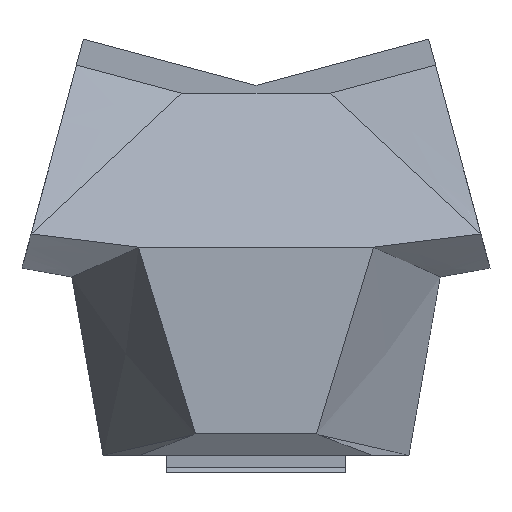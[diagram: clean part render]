
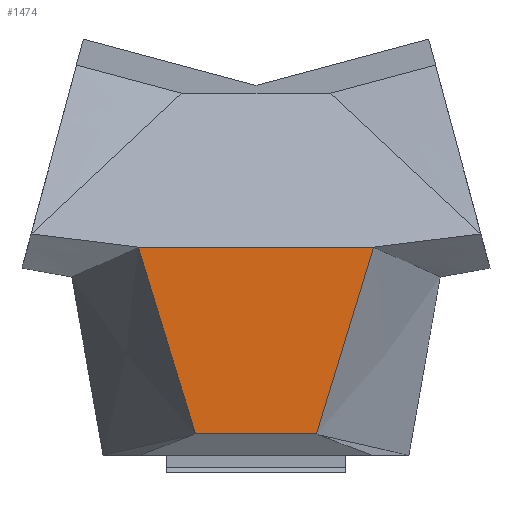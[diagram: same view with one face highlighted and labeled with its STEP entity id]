
A CAD part, front view. The second image highlights one B-rep face of the part: STEP entity #1474.
In plain terms, the highlighted planar face has unit normal (0, -1, 0).
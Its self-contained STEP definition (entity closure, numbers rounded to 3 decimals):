
#531 = VERTEX_POINT('',#532);
#532 = CARTESIAN_POINT('',(14.558,-32.1,5.118));
#540 = EDGE_CURVE('',#531,#541,#543,.T.);
#541 = VERTEX_POINT('',#542);
#542 = CARTESIAN_POINT('',(-14.558,-32.1,5.118));
#543 = LINE('',#544,#545);
#544 = CARTESIAN_POINT('',(19.,-32.1,5.118));
#545 = VECTOR('',#546,1.);
#546 = DIRECTION('',(-1.,0.,0.));
#1078 = VERTEX_POINT('',#1079);
#1079 = CARTESIAN_POINT('',(-28.265,-32.1,49.993));
#1131 = EDGE_CURVE('',#541,#1078,#1132,.T.);
#1132 = B_SPLINE_CURVE_WITH_KNOTS('',1,(#1133,#1134),.UNSPECIFIED.,.F.,
  .F.,(2,2),(0.,1.),.PIECEWISE_BEZIER_KNOTS.);
#1133 = CARTESIAN_POINT('',(-14.558,-32.1,5.118));
#1134 = CARTESIAN_POINT('',(-28.265,-32.1,49.993));
#1145 = VERTEX_POINT('',#1146);
#1146 = CARTESIAN_POINT('',(28.265,-32.1,49.993));
#1154 = EDGE_CURVE('',#531,#1145,#1155,.T.);
#1155 = B_SPLINE_CURVE_WITH_KNOTS('',1,(#1156,#1157),.UNSPECIFIED.,.F.,
  .F.,(2,2),(0.,1.),.PIECEWISE_BEZIER_KNOTS.);
#1156 = CARTESIAN_POINT('',(14.558,-32.1,5.118));
#1157 = CARTESIAN_POINT('',(28.265,-32.1,49.993));
#1474 = ADVANCED_FACE('',(#1475),#1486,.F.);
#1475 = FACE_BOUND('',#1476,.F.);
#1476 = EDGE_LOOP('',(#1477,#1478,#1484,#1485));
#1477 = ORIENTED_EDGE('',*,*,#1131,.T.);
#1478 = ORIENTED_EDGE('',*,*,#1479,.T.);
#1479 = EDGE_CURVE('',#1078,#1145,#1480,.T.);
#1480 = LINE('',#1481,#1482);
#1481 = CARTESIAN_POINT('',(-57.444,-32.1,49.993));
#1482 = VECTOR('',#1483,1.);
#1483 = DIRECTION('',(1.,0.,0.));
#1484 = ORIENTED_EDGE('',*,*,#1154,.F.);
#1485 = ORIENTED_EDGE('',*,*,#540,.T.);
#1486 = PLANE('',#1487);
#1487 = AXIS2_PLACEMENT_3D('',#1488,#1489,#1490);
#1488 = CARTESIAN_POINT('',(0.,-32.1,50.184));
#1489 = DIRECTION('',(0.,1.,0.));
#1490 = DIRECTION('',(0.,0.,1.));
